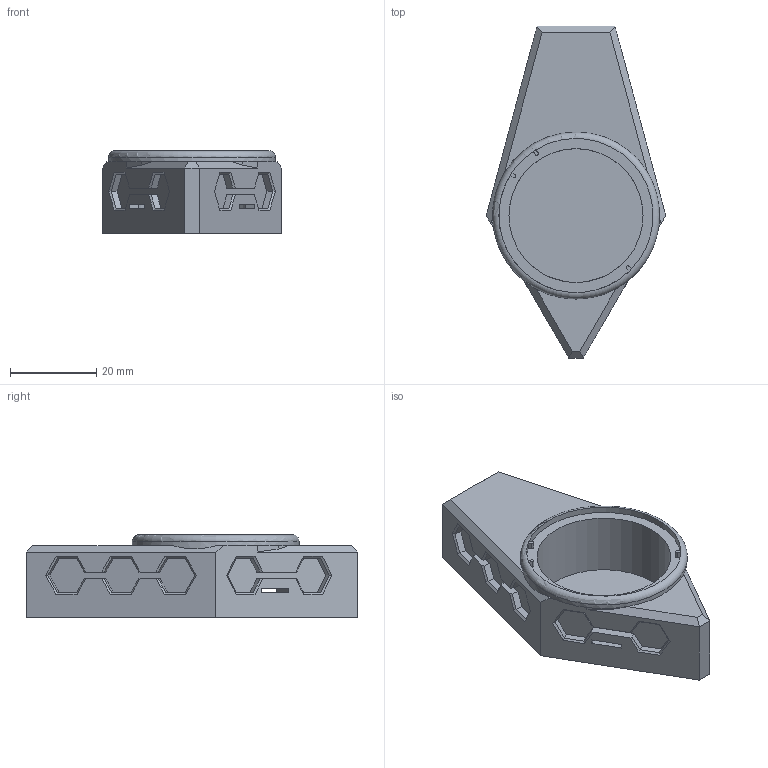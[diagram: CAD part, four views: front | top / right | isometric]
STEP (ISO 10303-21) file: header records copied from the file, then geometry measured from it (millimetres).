
FILE_DESCRIPTION(/* description */ ('','CAx-IF Rec.Pracs.---Representation and Presentation of Product Manufacturing Information (PMI)---4.0---2014-10-13'),/* implementation_level */ '2;1');
FILE_NAME(/* name */ 'wedge_15deg_18mm_cirque.step',/* time_stamp */ '2024-12-25T17:13:27-05:00',/* author */ (''),/* organization */ (''),/* preprocessor_version */ 'ST-DEVELOPER v20',/* originating_system */ 'Autodesk Translation Framework v13.20.0.188',/* authorisation */ '');
FILE_SCHEMA (('AP242_MANAGED_MODEL_BASED_3D_ENGINEERING_MIM_LF { 1 0 10303 442 1 1 4 }'));
Length unit declared in the file: millimetre
Products named in the file (1): wedge_15deg_18mm_cirque
Bounding box: 41.5 x 76.76 x 19.1 mm (x, y, z)
Volume: 22834.8 mm3; surface area: 9657.2 mm2
Topology: 1 solids, 1 shells, 187 faces, 485 edges, 305 vertices
Faces by surface type: plane 178, cylinder 8, torus 1
Full cylindrical faces by diameter (mm): 31 x1, 38.6 x1
Entity records: 5601 total; most frequent: CARTESIAN_POINT 996, ORIENTED_EDGE 970, DIRECTION 890, EDGE_CURVE 485, LINE 444, VECTOR 444, VERTEX_POINT 305, AXIS2_PLACEMENT_3D 223
